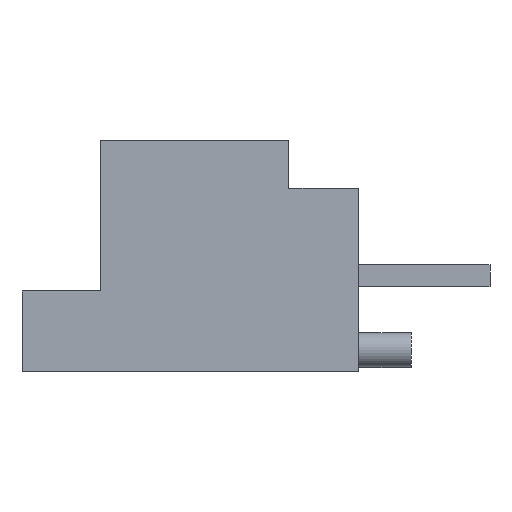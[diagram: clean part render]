
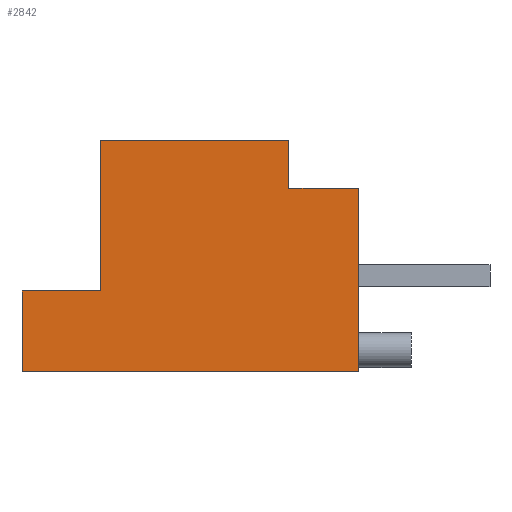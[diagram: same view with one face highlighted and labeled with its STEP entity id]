
A CAD part, left-side view. The second image highlights one B-rep face of the part: STEP entity #2842.
In plain terms, the highlighted planar face has unit normal (-1, 0, 0).
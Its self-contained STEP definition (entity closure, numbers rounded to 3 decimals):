
#116 = DIRECTION ( 'NONE',  ( 0., -1., 0. ) ) ;
#117 = VECTOR ( 'NONE', #116, 1000. ) ;
#118 = CARTESIAN_POINT ( 'NONE',  ( -10., -3.85, 3.1 ) ) ;
#119 = LINE ( 'NONE', #118, #117 ) ;
#2002 = CARTESIAN_POINT ( 'NONE',  ( -10., -3.85, 2. ) ) ;
#2008 = CARTESIAN_POINT ( 'NONE',  ( -10., -3.85, -2.2 ) ) ;
#2013 = DIRECTION ( 'NONE',  ( 0., 0., -1. ) ) ;
#2014 = VECTOR ( 'NONE', #2013, 1000. ) ;
#2015 = CARTESIAN_POINT ( 'NONE',  ( -10., -3.85, 3.1 ) ) ;
#2016 = LINE ( 'NONE', #2015, #2014 ) ;
#2275 = DIRECTION ( 'NONE',  ( 0., 0., -1. ) ) ;
#2276 = VECTOR ( 'NONE', #2275, 1000. ) ;
#2277 = CARTESIAN_POINT ( 'NONE',  ( -10., 3.85, 3.1 ) ) ;
#2278 = LINE ( 'NONE', #2277, #2276 ) ;
#2279 = CARTESIAN_POINT ( 'NONE',  ( -10., 3.85, -2.2 ) ) ;
#2299 = CARTESIAN_POINT ( 'NONE',  ( -10., 3.85, -0.35 ) ) ;
#2712 = ORIENTED_EDGE ( 'NONE', *, *, #2720, .T. ) ;
#2716 = ORIENTED_EDGE ( 'NONE', *, *, #3752, .T. ) ;
#2720 = EDGE_CURVE ( 'NONE', #3750, #3591, #4757, .T. ) ;
#2775 = VERTEX_POINT ( 'NONE', #4868 ) ;
#2782 = EDGE_CURVE ( 'NONE', #2775, #2891, #4861, .T. ) ;
#2787 = EDGE_CURVE ( 'NONE', #3776, #2775, #4914, .T. ) ;
#2842 = ADVANCED_FACE ( 'NONE', ( #5013 ), #5012, .F. ) ;
#2843 = EDGE_LOOP ( 'NONE', ( #2844, #2845, #2848, #2871, #2874, #2872, #2716, #2712 ) ) ;
#2844 = ORIENTED_EDGE ( 'NONE', *, *, #3587, .F. ) ;
#2845 = ORIENTED_EDGE ( 'NONE', *, *, #2846, .F. ) ;
#2846 = EDGE_CURVE ( 'NONE', #2847, #3595, #5007, .T. ) ;
#2847 = VERTEX_POINT ( 'NONE', #5003 ) ;
#2848 = ORIENTED_EDGE ( 'NONE', *, *, #2849, .F. ) ;
#2849 = EDGE_CURVE ( 'NONE', #2902, #2847, #5002, .T. ) ;
#2871 = ORIENTED_EDGE ( 'NONE', *, *, #2961, .F. ) ;
#2872 = ORIENTED_EDGE ( 'NONE', *, *, #2787, .F. ) ;
#2874 = ORIENTED_EDGE ( 'NONE', *, *, #2782, .F. ) ;
#2891 = VERTEX_POINT ( 'NONE', #5062 ) ;
#2902 = VERTEX_POINT ( 'NONE', #5112 ) ;
#2961 = EDGE_CURVE ( 'NONE', #2891, #2902, #119, .T. ) ;
#3587 = EDGE_CURVE ( 'NONE', #3595, #3591, #2016, .T. ) ;
#3591 = VERTEX_POINT ( 'NONE', #2008 ) ;
#3595 = VERTEX_POINT ( 'NONE', #2002 ) ;
#3750 = VERTEX_POINT ( 'NONE', #2279 ) ;
#3752 = EDGE_CURVE ( 'NONE', #3776, #3750, #2278, .T. ) ;
#3776 = VERTEX_POINT ( 'NONE', #2299 ) ;
#4757 = LINE ( 'NONE', #4820, #4819 ) ;
#4818 = DIRECTION ( 'NONE',  ( 0., -1., 0. ) ) ;
#4819 = VECTOR ( 'NONE', #4818, 1000. ) ;
#4820 = CARTESIAN_POINT ( 'NONE',  ( -10., -3.85, -2.2 ) ) ;
#4858 = DIRECTION ( 'NONE',  ( 0., 0., 1. ) ) ;
#4859 = VECTOR ( 'NONE', #4858, 1000. ) ;
#4860 = CARTESIAN_POINT ( 'NONE',  ( -10., 2.05, 3.1 ) ) ;
#4861 = LINE ( 'NONE', #4860, #4859 ) ;
#4868 = CARTESIAN_POINT ( 'NONE',  ( -10., 2.05, -0.35 ) ) ;
#4911 = DIRECTION ( 'NONE',  ( 0., -1., 0. ) ) ;
#4912 = VECTOR ( 'NONE', #4911, 1000. ) ;
#4913 = CARTESIAN_POINT ( 'NONE',  ( -10., 2.05, -0.35 ) ) ;
#4914 = LINE ( 'NONE', #4913, #4912 ) ;
#4999 = DIRECTION ( 'NONE',  ( 0., 0., -1. ) ) ;
#5000 = VECTOR ( 'NONE', #4999, 1000. ) ;
#5001 = CARTESIAN_POINT ( 'NONE',  ( -10., -2.25, 3.1 ) ) ;
#5002 = LINE ( 'NONE', #5001, #5000 ) ;
#5003 = CARTESIAN_POINT ( 'NONE',  ( -10., -2.25, 2. ) ) ;
#5004 = DIRECTION ( 'NONE',  ( 0., -1., 0. ) ) ;
#5005 = VECTOR ( 'NONE', #5004, 1000. ) ;
#5006 = CARTESIAN_POINT ( 'NONE',  ( -10., -2.25, 2. ) ) ;
#5007 = LINE ( 'NONE', #5006, #5005 ) ;
#5008 = DIRECTION ( 'NONE',  ( 0., 0., -1. ) ) ;
#5009 = DIRECTION ( 'NONE',  ( 1., 0., 0. ) ) ;
#5010 = CARTESIAN_POINT ( 'NONE',  ( -10., -3.85, 3.1 ) ) ;
#5011 = AXIS2_PLACEMENT_3D ( 'NONE', #5010, #5009, #5008 ) ;
#5012 = PLANE ( 'NONE',  #5011 ) ;
#5013 = FACE_OUTER_BOUND ( 'NONE', #2843, .T. ) ;
#5062 = CARTESIAN_POINT ( 'NONE',  ( -10., 2.05, 3.1 ) ) ;
#5112 = CARTESIAN_POINT ( 'NONE',  ( -10., -2.25, 3.1 ) ) ;
